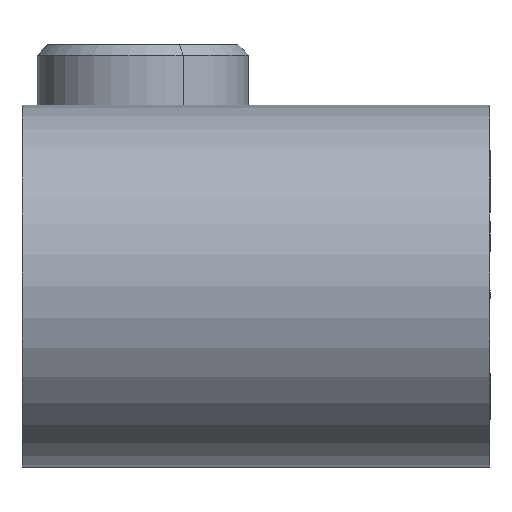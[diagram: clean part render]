
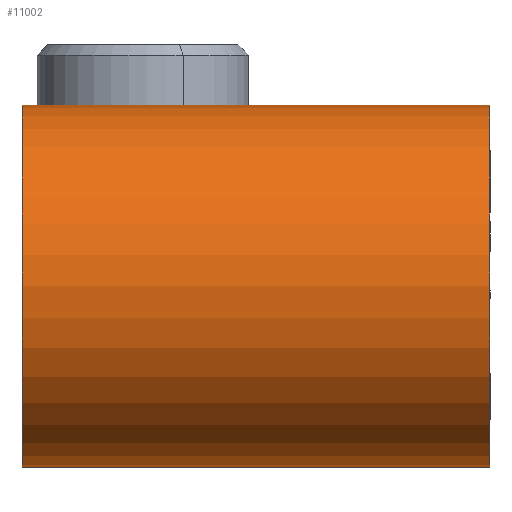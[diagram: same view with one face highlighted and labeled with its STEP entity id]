
A CAD part, left-side view. The second image highlights one B-rep face of the part: STEP entity #11002.
In plain terms, the highlighted cylindrical face has radius 6 mm (diameter 12 mm), a partial arc.
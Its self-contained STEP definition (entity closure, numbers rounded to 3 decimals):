
#161 = CARTESIAN_POINT ( 'NONE',  ( 0., -1., 6. ) ) ;
#199 = EDGE_CURVE ( 'NONE', #7024, #2266, #2341, .T. ) ;
#317 = VERTEX_POINT ( 'NONE', #3220 ) ;
#391 = CARTESIAN_POINT ( 'NONE',  ( 0., -7.5, 0. ) ) ;
#473 = DIRECTION ( 'NONE',  ( 0., 0., -1. ) ) ;
#571 = DIRECTION ( 'NONE',  ( 0., 0., -1. ) ) ;
#700 = CARTESIAN_POINT ( 'NONE',  ( 0., -1., 6. ) ) ;
#755 = DIRECTION ( 'NONE',  ( 0., -1., 0. ) ) ;
#868 = EDGE_CURVE ( 'NONE', #10186, #9027, #3589, .T. ) ;
#979 = VECTOR ( 'NONE', #8557, 1000. ) ;
#1090 = VECTOR ( 'NONE', #2806, 1000. ) ;
#1301 = DIRECTION ( 'NONE',  ( 0., -1., 0. ) ) ;
#1685 = EDGE_CURVE ( 'NONE', #317, #6158, #4115, .T. ) ;
#1845 = DIRECTION ( 'NONE',  ( 0., -1., 0. ) ) ;
#2266 = VERTEX_POINT ( 'NONE', #8391 ) ;
#2341 = CIRCLE ( 'NONE', #8447, 6. ) ;
#2440 = CARTESIAN_POINT ( 'NONE',  ( 0., 8., -6. ) ) ;
#2631 = CARTESIAN_POINT ( 'NONE',  ( 0., 8., 6. ) ) ;
#2754 = CARTESIAN_POINT ( 'NONE',  ( 0., -1., -6. ) ) ;
#2806 = DIRECTION ( 'NONE',  ( 0., 1., 0. ) ) ;
#2877 = EDGE_CURVE ( 'NONE', #7384, #317, #4386, .T. ) ;
#2894 = LINE ( 'NONE', #10897, #10507 ) ;
#3220 = CARTESIAN_POINT ( 'NONE',  ( 0., 8., 6. ) ) ;
#3258 = AXIS2_PLACEMENT_3D ( 'NONE', #4996, #7693, #571 ) ;
#3474 = CARTESIAN_POINT ( 'NONE',  ( 0., 0., 6. ) ) ;
#3589 = LINE ( 'NONE', #3745, #1090 ) ;
#3592 = VECTOR ( 'NONE', #1845, 1000. ) ;
#3745 = CARTESIAN_POINT ( 'NONE',  ( 0., -1., -6. ) ) ;
#3811 = CARTESIAN_POINT ( 'NONE',  ( 0., 0., -6. ) ) ;
#3841 = ORIENTED_EDGE ( 'NONE', *, *, #9850, .T. ) ;
#4115 = LINE ( 'NONE', #2631, #6207 ) ;
#4130 = AXIS2_PLACEMENT_3D ( 'NONE', #6723, #8376, #9340 ) ;
#4386 = CIRCLE ( 'NONE', #4130, 6. ) ;
#4402 = LINE ( 'NONE', #10468, #10632 ) ;
#4682 = CARTESIAN_POINT ( 'NONE',  ( 0., -7.5, 6. ) ) ;
#4996 = CARTESIAN_POINT ( 'NONE',  ( 0., 8., 0. ) ) ;
#5036 = ORIENTED_EDGE ( 'NONE', *, *, #868, .F. ) ;
#5280 = LINE ( 'NONE', #5527, #3592 ) ;
#5464 = VERTEX_POINT ( 'NONE', #161 ) ;
#5527 = CARTESIAN_POINT ( 'NONE',  ( 0., 8., -6. ) ) ;
#6158 = VERTEX_POINT ( 'NONE', #3474 ) ;
#6207 = VECTOR ( 'NONE', #9661, 1000. ) ;
#6723 = CARTESIAN_POINT ( 'NONE',  ( 0., 8., 0. ) ) ;
#7024 = VERTEX_POINT ( 'NONE', #4682 ) ;
#7063 = EDGE_CURVE ( 'NONE', #5464, #7024, #2894, .T. ) ;
#7384 = VERTEX_POINT ( 'NONE', #2440 ) ;
#7671 = EDGE_LOOP ( 'NONE', ( #8440, #8158, #9301, #5036, #8062, #8388, #11143, #3841 ) ) ;
#7693 = DIRECTION ( 'NONE',  ( 0., -1., 0. ) ) ;
#8062 = ORIENTED_EDGE ( 'NONE', *, *, #10798, .T. ) ;
#8153 = CYLINDRICAL_SURFACE ( 'NONE', #3258, 6. ) ;
#8158 = ORIENTED_EDGE ( 'NONE', *, *, #2877, .F. ) ;
#8376 = DIRECTION ( 'NONE',  ( 0., 1., 0. ) ) ;
#8388 = ORIENTED_EDGE ( 'NONE', *, *, #199, .F. ) ;
#8391 = CARTESIAN_POINT ( 'NONE',  ( 0., -7.5, -6. ) ) ;
#8440 = ORIENTED_EDGE ( 'NONE', *, *, #1685, .F. ) ;
#8447 = AXIS2_PLACEMENT_3D ( 'NONE', #391, #1301, #473 ) ;
#8557 = DIRECTION ( 'NONE',  ( 0., 1., 0. ) ) ;
#9027 = VERTEX_POINT ( 'NONE', #3811 ) ;
#9301 = ORIENTED_EDGE ( 'NONE', *, *, #11180, .T. ) ;
#9340 = DIRECTION ( 'NONE',  ( 0., 0., 1. ) ) ;
#9661 = DIRECTION ( 'NONE',  ( 0., -1., 0. ) ) ;
#9695 = FACE_OUTER_BOUND ( 'NONE', #7671, .T. ) ;
#9848 = LINE ( 'NONE', #700, #979 ) ;
#9850 = EDGE_CURVE ( 'NONE', #5464, #6158, #9848, .T. ) ;
#10038 = DIRECTION ( 'NONE',  ( 0., -1., 0. ) ) ;
#10186 = VERTEX_POINT ( 'NONE', #2754 ) ;
#10468 = CARTESIAN_POINT ( 'NONE',  ( 0., 8., -6. ) ) ;
#10507 = VECTOR ( 'NONE', #10038, 1000. ) ;
#10632 = VECTOR ( 'NONE', #755, 1000. ) ;
#10798 = EDGE_CURVE ( 'NONE', #10186, #2266, #5280, .T. ) ;
#10897 = CARTESIAN_POINT ( 'NONE',  ( 0., 8., 6. ) ) ;
#11002 = ADVANCED_FACE ( 'NONE', ( #9695 ), #8153, .T. ) ;
#11143 = ORIENTED_EDGE ( 'NONE', *, *, #7063, .F. ) ;
#11180 = EDGE_CURVE ( 'NONE', #7384, #9027, #4402, .T. ) ;
